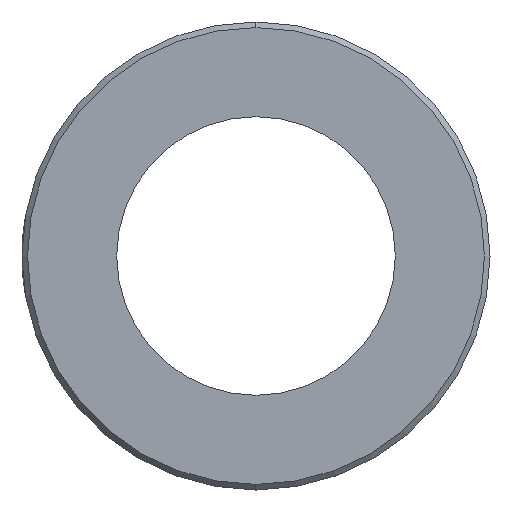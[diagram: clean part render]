
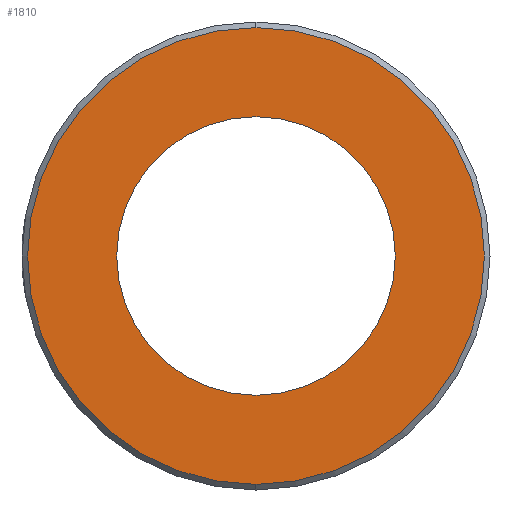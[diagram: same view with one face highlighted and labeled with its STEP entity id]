
A CAD part, left-side view. The second image highlights one B-rep face of the part: STEP entity #1810.
In plain terms, the highlighted planar face has unit normal (-1, 0, 0).
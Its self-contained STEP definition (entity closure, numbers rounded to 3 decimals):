
#11 = DIRECTION ( 'NONE',  ( 1., 0., 0. ) ) ;
#258 = VERTEX_POINT ( 'NONE', #3010 ) ;
#412 = VERTEX_POINT ( 'NONE', #2836 ) ;
#641 = CARTESIAN_POINT ( 'NONE',  ( -14.39, 0., 0. ) ) ;
#711 = AXIS2_PLACEMENT_3D ( 'NONE', #1851, #2798, #3773 ) ;
#1079 = ORIENTED_EDGE ( 'NONE', *, *, #2107, .T. ) ;
#1100 = AXIS2_PLACEMENT_3D ( 'NONE', #641, #4069, #3132 ) ;
#1239 = CARTESIAN_POINT ( 'NONE',  ( -14.39, 0., 0. ) ) ;
#1257 = DIRECTION ( 'NONE',  ( -1., 0., 0. ) ) ;
#1292 = CIRCLE ( 'NONE', #1100, 20.5 ) ;
#1404 = EDGE_CURVE ( 'NONE', #3798, #258, #1751, .T. ) ;
#1487 = CARTESIAN_POINT ( 'NONE',  ( -14.39, 0., 12.5 ) ) ;
#1544 = DIRECTION ( 'NONE',  ( 0., 0., -1. ) ) ;
#1590 = CARTESIAN_POINT ( 'NONE',  ( -14.39, 12.5, 0. ) ) ;
#1673 = EDGE_LOOP ( 'NONE', ( #3845, #1079 ) ) ;
#1692 = CIRCLE ( 'NONE', #711, 12.5 ) ;
#1751 = CIRCLE ( 'NONE', #2077, 12.5 ) ;
#1810 = ADVANCED_FACE ( 'NONE', ( #3180, #3805 ), #3200, .F. ) ;
#1851 = CARTESIAN_POINT ( 'NONE',  ( -14.39, 0., 0. ) ) ;
#2077 = AXIS2_PLACEMENT_3D ( 'NONE', #2752, #3622, #2690 ) ;
#2078 = CARTESIAN_POINT ( 'NONE',  ( -14.39, 0., 20.5 ) ) ;
#2107 = EDGE_CURVE ( 'NONE', #2973, #412, #1292, .T. ) ;
#2132 = EDGE_CURVE ( 'NONE', #412, #2973, #3936, .T. ) ;
#2200 = EDGE_LOOP ( 'NONE', ( #2494, #2687 ) ) ;
#2494 = ORIENTED_EDGE ( 'NONE', *, *, #1404, .F. ) ;
#2687 = ORIENTED_EDGE ( 'NONE', *, *, #3098, .F. ) ;
#2690 = DIRECTION ( 'NONE',  ( 0., 0., 1. ) ) ;
#2752 = CARTESIAN_POINT ( 'NONE',  ( -14.39, 0., 0. ) ) ;
#2798 = DIRECTION ( 'NONE',  ( -1., 0., 0. ) ) ;
#2836 = CARTESIAN_POINT ( 'NONE',  ( -14.39, 0., -20.5 ) ) ;
#2873 = AXIS2_PLACEMENT_3D ( 'NONE', #1590, #11, #3785 ) ;
#2973 = VERTEX_POINT ( 'NONE', #2078 ) ;
#3010 = CARTESIAN_POINT ( 'NONE',  ( -14.39, 0., -12.5 ) ) ;
#3098 = EDGE_CURVE ( 'NONE', #258, #3798, #1692, .T. ) ;
#3132 = DIRECTION ( 'NONE',  ( 0., 0., -1. ) ) ;
#3180 = FACE_OUTER_BOUND ( 'NONE', #1673, .T. ) ;
#3200 = PLANE ( 'NONE',  #2873 ) ;
#3606 = AXIS2_PLACEMENT_3D ( 'NONE', #1239, #1257, #1544 ) ;
#3622 = DIRECTION ( 'NONE',  ( -1., 0., 0. ) ) ;
#3773 = DIRECTION ( 'NONE',  ( 0., 0., 1. ) ) ;
#3785 = DIRECTION ( 'NONE',  ( 0., 0., -1. ) ) ;
#3798 = VERTEX_POINT ( 'NONE', #1487 ) ;
#3805 = FACE_BOUND ( 'NONE', #2200, .T. ) ;
#3845 = ORIENTED_EDGE ( 'NONE', *, *, #2132, .T. ) ;
#3936 = CIRCLE ( 'NONE', #3606, 20.5 ) ;
#4069 = DIRECTION ( 'NONE',  ( -1., 0., 0. ) ) ;
